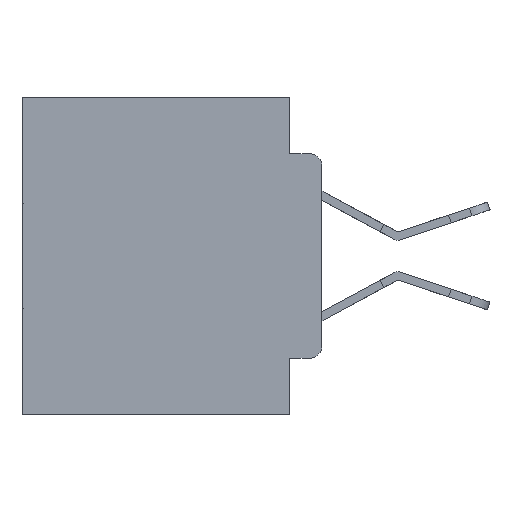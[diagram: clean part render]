
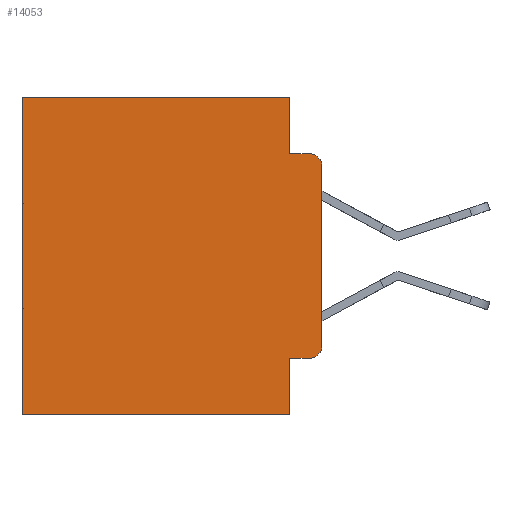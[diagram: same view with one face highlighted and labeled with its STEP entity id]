
A CAD part, left-side view. The second image highlights one B-rep face of the part: STEP entity #14053.
In plain terms, the highlighted planar face has unit normal (-1, 0, 0).
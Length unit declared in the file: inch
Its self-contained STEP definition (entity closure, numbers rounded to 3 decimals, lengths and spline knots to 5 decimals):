
#73 = DIRECTION ( 'NONE',  ( 0., 1., 0. ) ) ;
#135 = CARTESIAN_POINT ( 'NONE',  ( 0.298, 0.473, -0.5 ) ) ;
#174 = FACE_OUTER_BOUND ( 'NONE', #16208, .T. ) ;
#488 = ORIENTED_EDGE ( 'NONE', *, *, #28266, .F. ) ;
#905 = VERTEX_POINT ( 'NONE', #13494 ) ;
#939 = CARTESIAN_POINT ( 'NONE',  ( 0.298, 0.051, -0.0885 ) ) ;
#1396 = LINE ( 'NONE', #14138, #26876 ) ;
#1471 = VECTOR ( 'NONE', #16510, 39.37008 ) ;
#2208 = DIRECTION ( 'NONE',  ( 1., 0., 0. ) ) ;
#3925 = VERTEX_POINT ( 'NONE', #135 ) ;
#4116 = LINE ( 'NONE', #11062, #16476 ) ;
#4179 = DIRECTION ( 'NONE',  ( -1., 0., 0. ) ) ;
#4259 = ORIENTED_EDGE ( 'NONE', *, *, #9438, .T. ) ;
#5067 = CIRCLE ( 'NONE', #9143, 0.02 ) ;
#6063 = EDGE_CURVE ( 'NONE', #905, #14406, #7992, .T. ) ;
#6110 = CARTESIAN_POINT ( 'NONE',  ( 0.298, 0., 0. ) ) ;
#7063 = CIRCLE ( 'NONE', #7839, 0.02 ) ;
#7543 = LINE ( 'NONE', #21463, #13280 ) ;
#7544 = CARTESIAN_POINT ( 'NONE',  ( 0.298, 0.473, 0. ) ) ;
#7690 = CARTESIAN_POINT ( 'NONE',  ( 0.298, 0., -0.5 ) ) ;
#7839 = AXIS2_PLACEMENT_3D ( 'NONE', #18980, #4179, #21417 ) ;
#7992 = LINE ( 'NONE', #22690, #20253 ) ;
#8599 = ORIENTED_EDGE ( 'NONE', *, *, #30357, .F. ) ;
#9143 = AXIS2_PLACEMENT_3D ( 'NONE', #11654, #28652, #14080 ) ;
#9438 = EDGE_CURVE ( 'NONE', #13003, #24575, #7063, .T. ) ;
#10753 = LINE ( 'NONE', #6110, #24546 ) ;
#10825 = VERTEX_POINT ( 'NONE', #7544 ) ;
#11025 = VECTOR ( 'NONE', #18097, 39.37008 ) ;
#11062 = CARTESIAN_POINT ( 'NONE',  ( 0.298, 0.051, -0.4115 ) ) ;
#11531 = CARTESIAN_POINT ( 'NONE',  ( 0.298, 0.02, -0.4115 ) ) ;
#11654 = CARTESIAN_POINT ( 'NONE',  ( 0.298, 0.02, -0.3915 ) ) ;
#12098 = CARTESIAN_POINT ( 'NONE',  ( 0.298, 0.051, -0.5 ) ) ;
#12230 = VERTEX_POINT ( 'NONE', #22020 ) ;
#13003 = VERTEX_POINT ( 'NONE', #24836 ) ;
#13209 = ORIENTED_EDGE ( 'NONE', *, *, #23964, .T. ) ;
#13280 = VECTOR ( 'NONE', #16532, 39.37008 ) ;
#13494 = CARTESIAN_POINT ( 'NONE',  ( 0.298, 0.051, 0. ) ) ;
#13505 = DIRECTION ( 'NONE',  ( 0., -1., 0. ) ) ;
#13921 = EDGE_CURVE ( 'NONE', #31115, #12230, #5067, .T. ) ;
#14010 = CARTESIAN_POINT ( 'NONE',  ( 0.298, 0.02, -0.0885 ) ) ;
#14053 = ADVANCED_FACE ( 'NONE', ( #174 ), #14618, .F. ) ;
#14080 = DIRECTION ( 'NONE',  ( 0., 0., -1. ) ) ;
#14138 = CARTESIAN_POINT ( 'NONE',  ( 0.298, 0., 0. ) ) ;
#14406 = VERTEX_POINT ( 'NONE', #939 ) ;
#14618 = PLANE ( 'NONE',  #27141 ) ;
#15348 = VECTOR ( 'NONE', #73, 39.37008 ) ;
#15592 = CARTESIAN_POINT ( 'NONE',  ( 0.298, 0.051, 0. ) ) ;
#16208 = EDGE_LOOP ( 'NONE', ( #18944, #4259, #30990, #23146, #28396, #13209, #488, #8599, #29919, #19343 ) ) ;
#16344 = EDGE_CURVE ( 'NONE', #13003, #12230, #10753, .T. ) ;
#16352 = EDGE_CURVE ( 'NONE', #29398, #31115, #4116, .T. ) ;
#16476 = VECTOR ( 'NONE', #13505, 39.37008 ) ;
#16510 = DIRECTION ( 'NONE',  ( 0., 0., -1. ) ) ;
#16532 = DIRECTION ( 'NONE',  ( 0., -1., 0. ) ) ;
#17095 = CARTESIAN_POINT ( 'NONE',  ( 0.298, 0., 0. ) ) ;
#18097 = DIRECTION ( 'NONE',  ( 0., 0., -1. ) ) ;
#18944 = ORIENTED_EDGE ( 'NONE', *, *, #16344, .F. ) ;
#18980 = CARTESIAN_POINT ( 'NONE',  ( 0.298, 0.02, -0.1085 ) ) ;
#19343 = ORIENTED_EDGE ( 'NONE', *, *, #13921, .T. ) ;
#19570 = DIRECTION ( 'NONE',  ( 0., 0., -1. ) ) ;
#20253 = VECTOR ( 'NONE', #25114, 39.37008 ) ;
#21417 = DIRECTION ( 'NONE',  ( 0., 0., -1. ) ) ;
#21443 = CARTESIAN_POINT ( 'NONE',  ( 0.298, 0.473, 0. ) ) ;
#21463 = CARTESIAN_POINT ( 'NONE',  ( 0.298, 0.051, -0.0885 ) ) ;
#21677 = CARTESIAN_POINT ( 'NONE',  ( 0.298, 0.051, -0.4115 ) ) ;
#22020 = CARTESIAN_POINT ( 'NONE',  ( 0.298, 0., -0.3915 ) ) ;
#22690 = CARTESIAN_POINT ( 'NONE',  ( 0.298, 0.051, 0. ) ) ;
#23123 = EDGE_CURVE ( 'NONE', #14406, #24575, #7543, .T. ) ;
#23146 = ORIENTED_EDGE ( 'NONE', *, *, #6063, .F. ) ;
#23252 = DIRECTION ( 'NONE',  ( 0., 0., -1. ) ) ;
#23426 = LINE ( 'NONE', #7690, #15348 ) ;
#23964 = EDGE_CURVE ( 'NONE', #10825, #3925, #27699, .T. ) ;
#24546 = VECTOR ( 'NONE', #23252, 39.37008 ) ;
#24575 = VERTEX_POINT ( 'NONE', #14010 ) ;
#24678 = VERTEX_POINT ( 'NONE', #12098 ) ;
#24836 = CARTESIAN_POINT ( 'NONE',  ( 0.298, 0., -0.1085 ) ) ;
#25114 = DIRECTION ( 'NONE',  ( 0., 0., -1. ) ) ;
#26876 = VECTOR ( 'NONE', #31187, 39.37008 ) ;
#27141 = AXIS2_PLACEMENT_3D ( 'NONE', #17095, #2208, #19570 ) ;
#27699 = LINE ( 'NONE', #21443, #1471 ) ;
#28266 = EDGE_CURVE ( 'NONE', #24678, #3925, #23426, .T. ) ;
#28396 = ORIENTED_EDGE ( 'NONE', *, *, #31765, .T. ) ;
#28652 = DIRECTION ( 'NONE',  ( -1., 0., 0. ) ) ;
#29398 = VERTEX_POINT ( 'NONE', #21677 ) ;
#29919 = ORIENTED_EDGE ( 'NONE', *, *, #16352, .T. ) ;
#30357 = EDGE_CURVE ( 'NONE', #29398, #24678, #30382, .T. ) ;
#30382 = LINE ( 'NONE', #15592, #11025 ) ;
#30990 = ORIENTED_EDGE ( 'NONE', *, *, #23123, .F. ) ;
#31115 = VERTEX_POINT ( 'NONE', #11531 ) ;
#31187 = DIRECTION ( 'NONE',  ( 0., 1., 0. ) ) ;
#31765 = EDGE_CURVE ( 'NONE', #905, #10825, #1396, .T. ) ;
